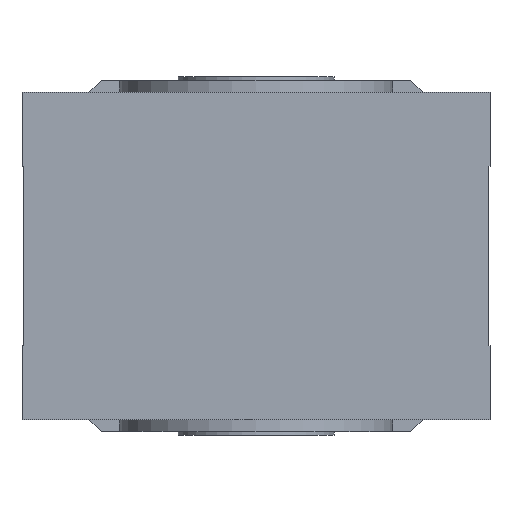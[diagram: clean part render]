
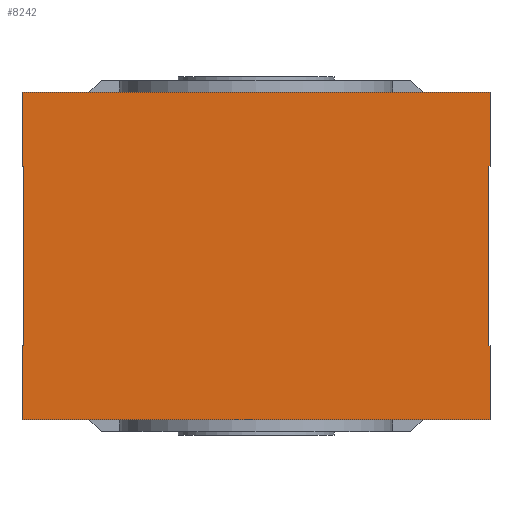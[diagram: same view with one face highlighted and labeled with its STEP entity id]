
A CAD part, front view. The second image highlights one B-rep face of the part: STEP entity #8242.
In plain terms, the highlighted planar face has unit normal (0, -1, 0).
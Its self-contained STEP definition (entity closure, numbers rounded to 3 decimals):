
#311=DIRECTION('',(-1.,0.,0.));
#312=VECTOR('',#311,120.);
#313=CARTESIAN_POINT('',(60.,-84.,-42.));
#314=LINE('',#313,#312);
#1321=DIRECTION('',(0.,0.,1.));
#1322=VECTOR('',#1321,19.);
#1323=CARTESIAN_POINT('',(-60.,-84.,-42.));
#1324=LINE('',#1323,#1322);
#1357=DIRECTION('',(0.,0.,1.));
#1358=VECTOR('',#1357,19.);
#1359=CARTESIAN_POINT('',(-60.,-84.,23.));
#1360=LINE('',#1359,#1358);
#1417=DIRECTION('',(0.,0.,1.));
#1418=VECTOR('',#1417,46.);
#1419=CARTESIAN_POINT('',(59.5,-84.,-23.));
#1420=LINE('',#1419,#1418);
#1421=DIRECTION('',(-1.,0.,0.));
#1422=VECTOR('',#1421,0.5);
#1423=CARTESIAN_POINT('',(60.,-84.,-23.));
#1424=LINE('',#1423,#1422);
#1425=DIRECTION('',(0.,0.,1.));
#1426=VECTOR('',#1425,19.);
#1427=CARTESIAN_POINT('',(60.,-84.,-42.));
#1428=LINE('',#1427,#1426);
#1429=DIRECTION('',(-1.,0.,0.));
#1430=VECTOR('',#1429,0.5);
#1431=CARTESIAN_POINT('',(-59.5,-84.,-23.));
#1432=LINE('',#1431,#1430);
#1433=DIRECTION('',(0.,0.,-1.));
#1434=VECTOR('',#1433,46.);
#1435=CARTESIAN_POINT('',(-59.5,-84.,23.));
#1436=LINE('',#1435,#1434);
#1437=DIRECTION('',(1.,0.,0.));
#1438=VECTOR('',#1437,0.5);
#1439=CARTESIAN_POINT('',(-60.,-84.,23.));
#1440=LINE('',#1439,#1438);
#1441=DIRECTION('',(1.,0.,0.));
#1442=VECTOR('',#1441,0.5);
#1443=CARTESIAN_POINT('',(59.5,-84.,23.));
#1444=LINE('',#1443,#1442);
#1473=DIRECTION('',(0.,0.,-1.));
#1474=VECTOR('',#1473,19.);
#1475=CARTESIAN_POINT('',(60.,-84.,42.));
#1476=LINE('',#1475,#1474);
#2056=DIRECTION('',(1.,0.,0.));
#2057=VECTOR('',#2056,120.);
#2058=CARTESIAN_POINT('',(-60.,-84.,42.));
#2059=LINE('',#2058,#2057);
#5250=CARTESIAN_POINT('',(60.,-84.,23.));
#5252=VERTEX_POINT('',#5250);
#5880=CARTESIAN_POINT('',(59.5,-84.,23.));
#5881=VERTEX_POINT('',#5880);
#5882=CARTESIAN_POINT('',(59.5,-84.,-23.));
#5883=VERTEX_POINT('',#5882);
#5884=CARTESIAN_POINT('',(60.,-84.,-23.));
#5885=VERTEX_POINT('',#5884);
#5892=CARTESIAN_POINT('',(-59.5,-84.,-23.));
#5893=CARTESIAN_POINT('',(-60.,-84.,-23.));
#5894=VERTEX_POINT('',#5892);
#5895=VERTEX_POINT('',#5893);
#5896=CARTESIAN_POINT('',(-59.5,-84.,23.));
#5897=VERTEX_POINT('',#5896);
#5898=CARTESIAN_POINT('',(-60.,-84.,23.));
#5899=VERTEX_POINT('',#5898);
#6586=CARTESIAN_POINT('',(-60.,-84.,-42.));
#6588=VERTEX_POINT('',#6586);
#6590=CARTESIAN_POINT('',(-60.,-84.,42.));
#6592=VERTEX_POINT('',#6590);
#6594=CARTESIAN_POINT('',(60.,-84.,42.));
#6595=VERTEX_POINT('',#6594);
#6604=CARTESIAN_POINT('',(60.,-84.,-42.));
#6605=VERTEX_POINT('',#6604);
#8214=CARTESIAN_POINT('',(60.,-84.,42.));
#8215=DIRECTION('',(0.,1.,0.));
#8216=DIRECTION('',(-1.,0.,0.));
#8217=AXIS2_PLACEMENT_3D('',#8214,#8215,#8216);
#8218=PLANE('',#8217);
#8220=ORIENTED_EDGE('',*,*,#8219,.F.);
#8222=ORIENTED_EDGE('',*,*,#8221,.F.);
#8224=ORIENTED_EDGE('',*,*,#8223,.F.);
#8225=ORIENTED_EDGE('',*,*,#6877,.T.);
#8226=ORIENTED_EDGE('',*,*,#8060,.T.);
#8228=ORIENTED_EDGE('',*,*,#8227,.F.);
#8230=ORIENTED_EDGE('',*,*,#8229,.F.);
#8232=ORIENTED_EDGE('',*,*,#8231,.F.);
#8233=ORIENTED_EDGE('',*,*,#8091,.T.);
#8235=ORIENTED_EDGE('',*,*,#8234,.T.);
#8237=ORIENTED_EDGE('',*,*,#8236,.T.);
#8239=ORIENTED_EDGE('',*,*,#8238,.F.);
#8240=EDGE_LOOP('',(#8220,#8222,#8224,#8225,#8226,#8228,#8230,#8232,#8233,#8235,
#8237,#8239));
#8241=FACE_OUTER_BOUND('',#8240,.F.);
#8242=ADVANCED_FACE('',(#8241),#8218,.F.);
#6877=EDGE_CURVE('',#6605,#6588,#314,.T.);
#8060=EDGE_CURVE('',#6588,#5895,#1324,.T.);
#8091=EDGE_CURVE('',#5899,#6592,#1360,.T.);
#8219=EDGE_CURVE('',#5883,#5881,#1420,.T.);
#8221=EDGE_CURVE('',#5885,#5883,#1424,.T.);
#8223=EDGE_CURVE('',#6605,#5885,#1428,.T.);
#8227=EDGE_CURVE('',#5894,#5895,#1432,.T.);
#8229=EDGE_CURVE('',#5897,#5894,#1436,.T.);
#8231=EDGE_CURVE('',#5899,#5897,#1440,.T.);
#8234=EDGE_CURVE('',#6592,#6595,#2059,.T.);
#8236=EDGE_CURVE('',#6595,#5252,#1476,.T.);
#8238=EDGE_CURVE('',#5881,#5252,#1444,.T.);
